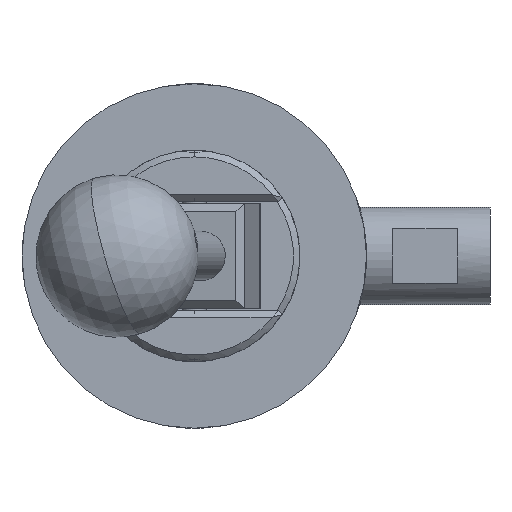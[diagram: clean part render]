
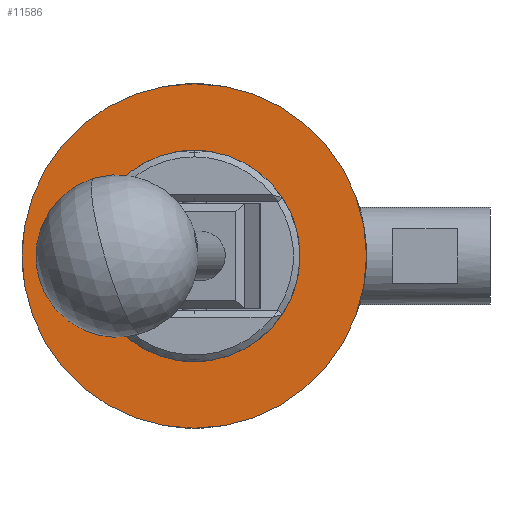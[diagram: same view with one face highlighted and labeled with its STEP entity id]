
A CAD part, front view. The second image highlights one B-rep face of the part: STEP entity #11586.
In plain terms, the highlighted planar face has unit normal (0, -1, 0).
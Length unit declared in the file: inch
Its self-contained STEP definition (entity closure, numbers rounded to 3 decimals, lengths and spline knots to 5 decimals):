
#413 = CARTESIAN_POINT ( 'NONE',  ( 0., -1.1875, -1.325 ) ) ;
#592 = DIRECTION ( 'NONE',  ( 0., 0., -1. ) ) ;
#880 = DIRECTION ( 'NONE',  ( 0., 1., 0. ) ) ;
#930 = AXIS2_PLACEMENT_3D ( 'NONE', #19474, #3129, #592 ) ;
#1254 = ORIENTED_EDGE ( 'NONE', *, *, #7503, .T. ) ;
#1456 = CARTESIAN_POINT ( 'NONE',  ( 0., -1.1875, -0.7625 ) ) ;
#2298 = DIRECTION ( 'NONE',  ( 0., 1., 0. ) ) ;
#2802 = AXIS2_PLACEMENT_3D ( 'NONE', #33536, #880, #6188 ) ;
#3129 = DIRECTION ( 'NONE',  ( 0., 1., 0. ) ) ;
#3209 = VERTEX_POINT ( 'NONE', #9947 ) ;
#3291 = CARTESIAN_POINT ( 'NONE',  ( 0., -1.1875, 0. ) ) ;
#4040 = EDGE_LOOP ( 'NONE', ( #17872, #19172 ) ) ;
#4052 = CARTESIAN_POINT ( 'NONE',  ( 0., -1.1875, 0.7625 ) ) ;
#4769 = VERTEX_POINT ( 'NONE', #4052 ) ;
#4889 = VERTEX_POINT ( 'NONE', #1456 ) ;
#6188 = DIRECTION ( 'NONE',  ( 0., 0., -1. ) ) ;
#7503 = EDGE_CURVE ( 'NONE', #4769, #4889, #8950, .T. ) ;
#7765 = DIRECTION ( 'NONE',  ( 0., 0., -1. ) ) ;
#8615 = CIRCLE ( 'NONE', #2802, 1.325 ) ;
#8950 = CIRCLE ( 'NONE', #25798, 0.7625 ) ;
#9130 = EDGE_CURVE ( 'NONE', #4889, #4769, #32241, .T. ) ;
#9947 = CARTESIAN_POINT ( 'NONE',  ( 0., -1.1875, 1.325 ) ) ;
#11586 = ADVANCED_FACE ( 'NONE', ( #18781, #13716 ), #35439, .F. ) ;
#11654 = VERTEX_POINT ( 'NONE', #413 ) ;
#13716 = FACE_OUTER_BOUND ( 'NONE', #4040, .T. ) ;
#14097 = DIRECTION ( 'NONE',  ( 0., 0., -1. ) ) ;
#16674 = AXIS2_PLACEMENT_3D ( 'NONE', #3291, #22384, #22921 ) ;
#17133 = CIRCLE ( 'NONE', #23491, 1.325 ) ;
#17872 = ORIENTED_EDGE ( 'NONE', *, *, #17904, .F. ) ;
#17904 = EDGE_CURVE ( 'NONE', #11654, #3209, #17133, .T. ) ;
#18781 = FACE_BOUND ( 'NONE', #33281, .T. ) ;
#19172 = ORIENTED_EDGE ( 'NONE', *, *, #30575, .F. ) ;
#19474 = CARTESIAN_POINT ( 'NONE',  ( -1.325, -1.1875, 0. ) ) ;
#22073 = DIRECTION ( 'NONE',  ( 0., 1., 0. ) ) ;
#22384 = DIRECTION ( 'NONE',  ( 0., 1., 0. ) ) ;
#22921 = DIRECTION ( 'NONE',  ( 0., 0., -1. ) ) ;
#23491 = AXIS2_PLACEMENT_3D ( 'NONE', #27321, #22073, #14097 ) ;
#24201 = ORIENTED_EDGE ( 'NONE', *, *, #9130, .T. ) ;
#25798 = AXIS2_PLACEMENT_3D ( 'NONE', #32572, #2298, #7765 ) ;
#27321 = CARTESIAN_POINT ( 'NONE',  ( 0., -1.1875, 0. ) ) ;
#30575 = EDGE_CURVE ( 'NONE', #3209, #11654, #8615, .T. ) ;
#32241 = CIRCLE ( 'NONE', #16674, 0.7625 ) ;
#32572 = CARTESIAN_POINT ( 'NONE',  ( 0., -1.1875, 0. ) ) ;
#33281 = EDGE_LOOP ( 'NONE', ( #24201, #1254 ) ) ;
#33536 = CARTESIAN_POINT ( 'NONE',  ( 0., -1.1875, 0. ) ) ;
#35439 = PLANE ( 'NONE',  #930 ) ;
